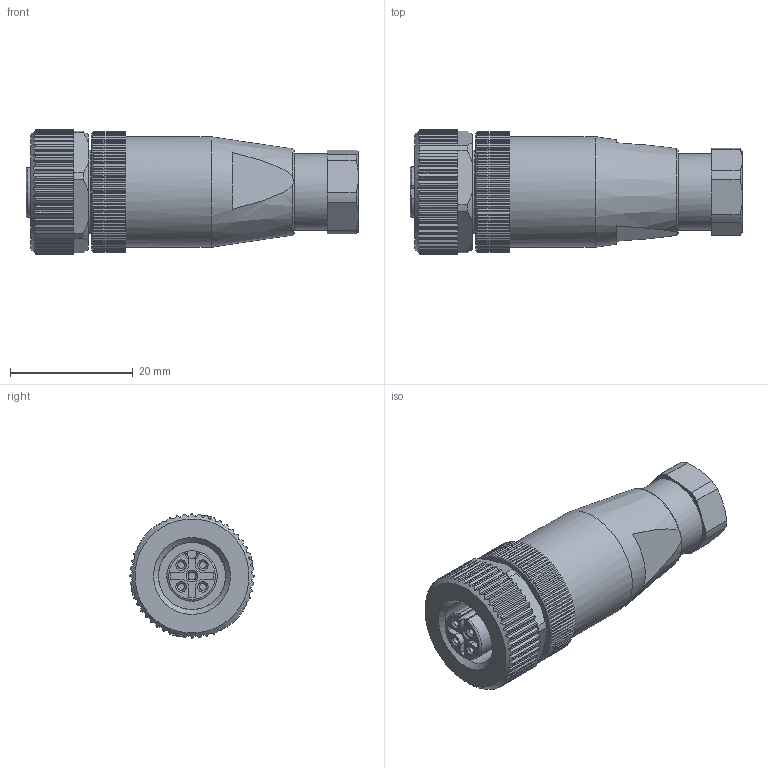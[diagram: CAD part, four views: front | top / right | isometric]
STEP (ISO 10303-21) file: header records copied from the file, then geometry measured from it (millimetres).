
FILE_DESCRIPTION(/* description */ (''),/* implementation_level */ '2;1');
FILE_NAME(/* name */ 'WAKC4K.stp',/* time_stamp */ '2016-03-23T14:54:32+01:00',/* author */ (''),/* organization */ (''),/* preprocessor_version */ 'ST-DEVELOPER v16',/* originating_system */ 'SIEMENS PLM Software NX 10.0',/* authorisation */ '');
FILE_SCHEMA (('AUTOMOTIVE_DESIGN { 1 0 10303 214 3 1 1 1 }'));
Length unit declared in the file: millimetre
Products named in the file (1): WAKC4K
Bounding box: 54 x 20.2 x 20.2 mm (x, y, z)
Volume: 11693 mm3; surface area: 4526.7 mm2
Topology: 1 solids, 1 shells, 632 faces, 1815 edges, 1201 vertices
Faces by surface type: plane 366, cylinder 234, cone 26, torus 4, sphere 2
Full cylindrical faces by diameter (mm): 1.1 x4, 1.65 x4, 8.2 x1, 10.917 x1, 12.5 x1, 13.5 x1, 18 x1
Entity records: 22146 total; most frequent: CARTESIAN_POINT 6232, ORIENTED_EDGE 3542, DIRECTION 3024, EDGE_CURVE 1771, VERTEX_POINT 1186, AXIS2_PLACEMENT_3D 1050, LINE 924, VECTOR 924
